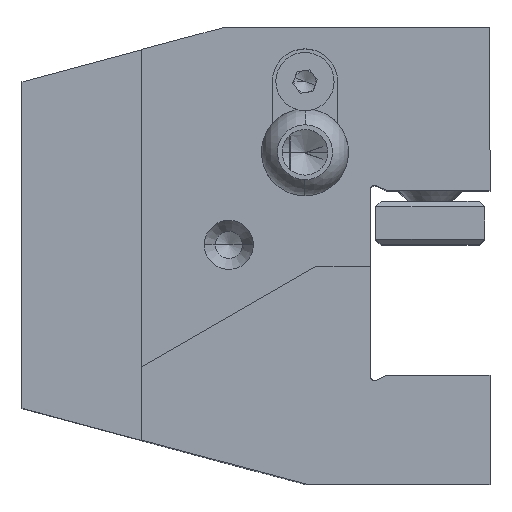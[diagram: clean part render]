
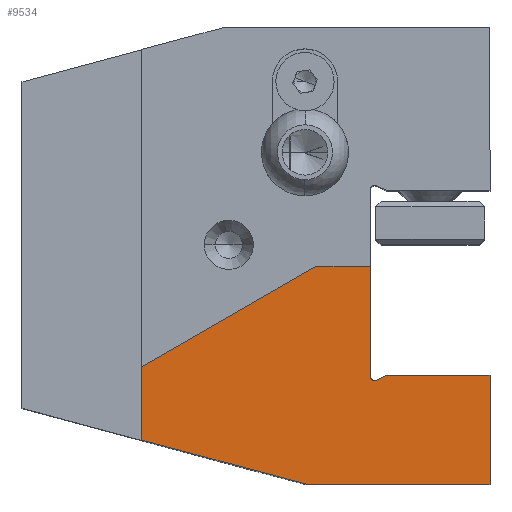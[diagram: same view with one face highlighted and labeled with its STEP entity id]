
A CAD part, top view. The second image highlights one B-rep face of the part: STEP entity #9534.
In plain terms, the highlighted planar face has unit normal (0, 0, 1).
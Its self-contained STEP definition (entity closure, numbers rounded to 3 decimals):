
#37 = ORIENTED_EDGE ( 'NONE', *, *, #9450, .F. ) ;
#151 = EDGE_CURVE ( 'NONE', #5660, #2729, #9053, .T. ) ;
#161 = CARTESIAN_POINT ( 'NONE',  ( -4.401, -14.515, 48.443 ) ) ;
#372 = CARTESIAN_POINT ( 'NONE',  ( -10.677, -24.444, 48.443 ) ) ;
#503 = LINE ( 'NONE', #2725, #3758 ) ;
#632 = DIRECTION ( 'NONE',  ( -0.966, 0.259, 0. ) ) ;
#926 = DIRECTION ( 'NONE',  ( 1., 0., 0. ) ) ;
#1239 = DIRECTION ( 'NONE',  ( 0., 1., 0. ) ) ;
#1310 = VECTOR ( 'NONE', #1313, 1000. ) ;
#1313 = DIRECTION ( 'NONE',  ( 0., -1., 0. ) ) ;
#1445 = CARTESIAN_POINT ( 'NONE',  ( -4.801, -4.444, 48.443 ) ) ;
#1640 = EDGE_CURVE ( 'NONE', #4390, #4747, #6492, .T. ) ;
#2198 = EDGE_CURVE ( 'NONE', #5660, #8069, #4505, .T. ) ;
#2595 = ORIENTED_EDGE ( 'NONE', *, *, #8392, .F. ) ;
#2638 = ORIENTED_EDGE ( 'NONE', *, *, #151, .T. ) ;
#2663 = ORIENTED_EDGE ( 'NONE', *, *, #1640, .F. ) ;
#2676 = FACE_OUTER_BOUND ( 'NONE', #6301, .T. ) ;
#2725 = CARTESIAN_POINT ( 'NONE',  ( -4.801, 2.628, 48.443 ) ) ;
#2729 = VERTEX_POINT ( 'NONE', #5973 ) ;
#2752 = VECTOR ( 'NONE', #3765, 1000. ) ;
#2846 = DIRECTION ( 'NONE',  ( 1., 0., 0. ) ) ;
#3142 = VECTOR ( 'NONE', #9553, 1000. ) ;
#3160 = VERTEX_POINT ( 'NONE', #3509 ) ;
#3418 = CARTESIAN_POINT ( 'NONE',  ( -4.801, -14.515, 48.443 ) ) ;
#3428 = CARTESIAN_POINT ( 'NONE',  ( -3.301, -14.444, 48.443 ) ) ;
#3450 = VERTEX_POINT ( 'NONE', #3418 ) ;
#3509 = CARTESIAN_POINT ( 'NONE',  ( -3.301, -14.444, 48.443 ) ) ;
#3696 = CARTESIAN_POINT ( 'NONE',  ( -36.801, -24.444, 48.443 ) ) ;
#3758 = VECTOR ( 'NONE', #4210, 1000. ) ;
#3765 = DIRECTION ( 'NONE',  ( 1., 0., 0. ) ) ;
#4175 = DIRECTION ( 'NONE',  ( 0.906, 0.423, 0. ) ) ;
#4196 = LINE ( 'NONE', #6576, #5714 ) ;
#4210 = DIRECTION ( 'NONE',  ( 0., -1., 0. ) ) ;
#4242 = EDGE_CURVE ( 'NONE', #2729, #8656, #9014, .T. ) ;
#4370 = VECTOR ( 'NONE', #4979, 1000. ) ;
#4390 = VERTEX_POINT ( 'NONE', #5803 ) ;
#4505 = LINE ( 'NONE', #5078, #8716 ) ;
#4747 = VERTEX_POINT ( 'NONE', #1445 ) ;
#4979 = DIRECTION ( 'NONE',  ( 1., 0., 0. ) ) ;
#5078 = CARTESIAN_POINT ( 'NONE',  ( -36.801, -17.444, 48.443 ) ) ;
#5086 = CARTESIAN_POINT ( 'NONE',  ( -9.801, -4.444, 48.443 ) ) ;
#5181 = DIRECTION ( 'NONE',  ( 1., 0., 0. ) ) ;
#5211 = LINE ( 'NONE', #3428, #9179 ) ;
#5367 = DIRECTION ( 'NONE',  ( 0., 0., 1. ) ) ;
#5581 = AXIS2_PLACEMENT_3D ( 'NONE', #3696, #9656, #5181 ) ;
#5635 = ORIENTED_EDGE ( 'NONE', *, *, #4242, .T. ) ;
#5660 = VERTEX_POINT ( 'NONE', #372 ) ;
#5710 = EDGE_CURVE ( 'NONE', #8891, #3160, #5211, .T. ) ;
#5714 = VECTOR ( 'NONE', #2846, 1000. ) ;
#5803 = CARTESIAN_POINT ( 'NONE',  ( -9.801, -4.444, 48.443 ) ) ;
#5909 = CARTESIAN_POINT ( 'NONE',  ( -4.232, -14.878, 48.443 ) ) ;
#5973 = CARTESIAN_POINT ( 'NONE',  ( 6.199, -24.444, 48.443 ) ) ;
#6088 = CARTESIAN_POINT ( 'NONE',  ( -4.801, -4.444, 48.443 ) ) ;
#6301 = EDGE_LOOP ( 'NONE', ( #2663, #37, #7601, #9414, #2638, #5635, #9416, #7035, #2595, #9070 ) ) ;
#6430 = CARTESIAN_POINT ( 'NONE',  ( 6.199, 17.556, 48.443 ) ) ;
#6492 = LINE ( 'NONE', #6088, #2752 ) ;
#6512 = EDGE_CURVE ( 'NONE', #4747, #3450, #503, .T. ) ;
#6573 = EDGE_CURVE ( 'NONE', #8712, #8069, #9233, .T. ) ;
#6576 = CARTESIAN_POINT ( 'NONE',  ( 6.199, -14.444, 48.443 ) ) ;
#7035 = ORIENTED_EDGE ( 'NONE', *, *, #5710, .F. ) ;
#7165 = CARTESIAN_POINT ( 'NONE',  ( 6.199, -14.444, 48.443 ) ) ;
#7273 = CARTESIAN_POINT ( 'NONE',  ( -25.801, 15.504, 48.443 ) ) ;
#7601 = ORIENTED_EDGE ( 'NONE', *, *, #6573, .T. ) ;
#8069 = VERTEX_POINT ( 'NONE', #9384 ) ;
#8152 = EDGE_CURVE ( 'NONE', #3160, #8656, #4196, .T. ) ;
#8392 = EDGE_CURVE ( 'NONE', #3450, #8891, #8514, .T. ) ;
#8514 = CIRCLE ( 'NONE', #8516, 0.4 ) ;
#8516 = AXIS2_PLACEMENT_3D ( 'NONE', #161, #5367, #926 ) ;
#8656 = VERTEX_POINT ( 'NONE', #7165 ) ;
#8712 = VERTEX_POINT ( 'NONE', #9478 ) ;
#8716 = VECTOR ( 'NONE', #632, 1000. ) ;
#8779 = VECTOR ( 'NONE', #1239, 1000. ) ;
#8891 = VERTEX_POINT ( 'NONE', #5909 ) ;
#8907 = PLANE ( 'NONE',  #5581 ) ;
#9014 = LINE ( 'NONE', #6430, #8779 ) ;
#9053 = LINE ( 'NONE', #9444, #4370 ) ;
#9070 = ORIENTED_EDGE ( 'NONE', *, *, #6512, .F. ) ;
#9108 = LINE ( 'NONE', #5086, #3142 ) ;
#9179 = VECTOR ( 'NONE', #4175, 1000. ) ;
#9233 = LINE ( 'NONE', #7273, #1310 ) ;
#9384 = CARTESIAN_POINT ( 'NONE',  ( -25.801, -20.391, 48.443 ) ) ;
#9414 = ORIENTED_EDGE ( 'NONE', *, *, #2198, .F. ) ;
#9416 = ORIENTED_EDGE ( 'NONE', *, *, #8152, .F. ) ;
#9444 = CARTESIAN_POINT ( 'NONE',  ( -36.801, -24.444, 48.443 ) ) ;
#9450 = EDGE_CURVE ( 'NONE', #8712, #4390, #9108, .T. ) ;
#9478 = CARTESIAN_POINT ( 'NONE',  ( -25.801, -13.681, 48.443 ) ) ;
#9534 = ADVANCED_FACE ( 'NONE', ( #2676 ), #8907, .T. ) ;
#9553 = DIRECTION ( 'NONE',  ( 0.866, 0.5, 0. ) ) ;
#9656 = DIRECTION ( 'NONE',  ( 0., 0., 1. ) ) ;
